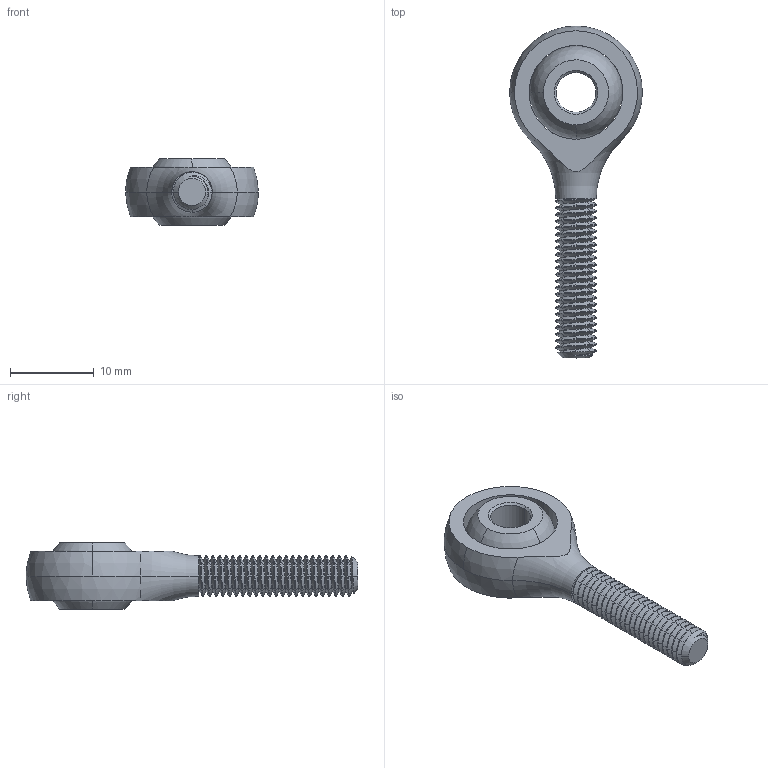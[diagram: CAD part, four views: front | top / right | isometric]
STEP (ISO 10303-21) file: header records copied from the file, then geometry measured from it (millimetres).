
FILE_DESCRIPTION(('CATIA V6 STEP','CAx-IF Rec.Pracs.--- Model Styling and Organization---1.5--- 2016-08-15','CAx-IF Rec.Pracs.---Supplemental Geometry---1.0---2011-11-01','CAx-IF Rec.Pracs.--- Composite Materials ---1.1---2010-07-15','CAx-IF Rec.Pracs.---External References---2.1---2005-01-19'),'2;1');
FILE_NAME('60645K111_Rep.stp','2020-03-22T23:56:17+00:00',('Michael Balsamo'),('Creator, Inc.'),'3DEXPERIENCE Platform3DEXPERIENCE R2020x HotFix 2.3','3DEXPERIENCE Platform STEP AP214 v1','opyright Creator, Inc., 2020. Licensed under CERN-OHL-P v2.');
FILE_SCHEMA(('AUTOMOTIVE_DESIGN { 1 0 10303 214 1 1 1 1 }'));
Length unit declared in the file: millimetre
Products named in the file (1): 60645K111
Bounding box: 15.88 x 39.69 x 7.94 mm (x, y, z)
Volume: 1450.9 mm3; surface area: 1624.7 mm2
Topology: 2 solids, 2 shells, 647 faces, 1460 edges, 821 vertices
Faces by surface type: bspline 574, cylinder 51, sphere 8, plane 6, cone 6, torus 2
Entity records: 20961 total; most frequent: CARTESIAN_POINT 12982, ORIENTED_EDGE 2916, EDGE_CURVE 1458, VERTEX_POINT 815, EDGE_LOOP 651, ADVANCED_FACE 647, FACE_OUTER_BOUND 647, B_SPLINE_CURVE_WITH_KNOTS 398
